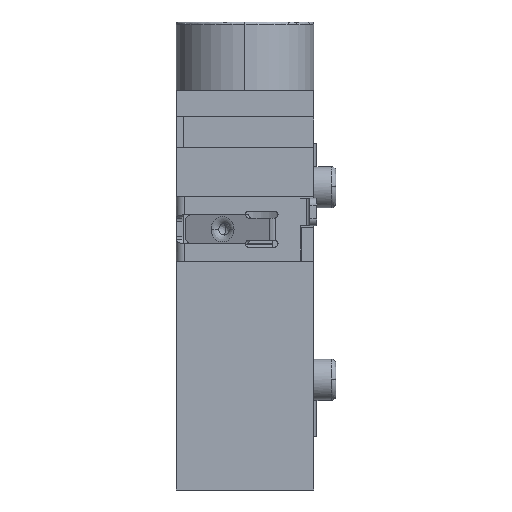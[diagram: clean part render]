
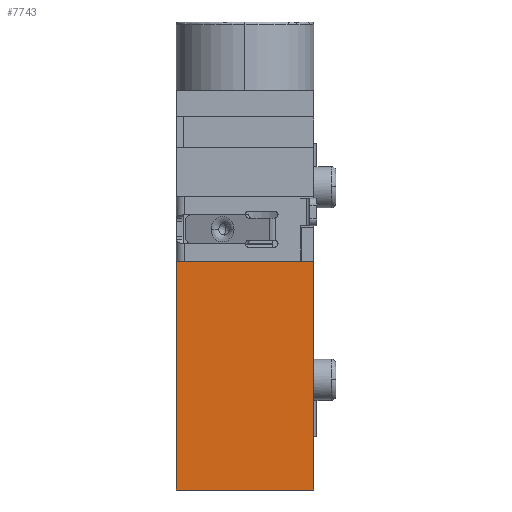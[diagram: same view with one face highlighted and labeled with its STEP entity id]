
A CAD part, left-side view. The second image highlights one B-rep face of the part: STEP entity #7743.
In plain terms, the highlighted planar face has unit normal (-1, 0, 0).
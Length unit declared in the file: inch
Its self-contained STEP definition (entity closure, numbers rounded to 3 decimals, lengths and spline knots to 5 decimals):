
#1000 = DIRECTION ( 'NONE',  ( 0., 0., 1. ) ) ;
#1229 = DIRECTION ( 'NONE',  ( 0., -1., 0. ) ) ;
#1324 = AXIS2_PLACEMENT_3D ( 'NONE', #3354, #6471, #5385 ) ;
#1405 = CARTESIAN_POINT ( 'NONE',  ( -0.11811, 0.09843, -0.24409 ) ) ;
#1848 = ORIENTED_EDGE ( 'NONE', *, *, #1853, .T. ) ;
#1853 = EDGE_CURVE ( 'NONE', #12178, #9072, #10613, .T. ) ;
#2235 = EDGE_CURVE ( 'NONE', #10025, #9072, #3132, .T. ) ;
#2277 = DIRECTION ( 'NONE',  ( 0., 1., 0. ) ) ;
#2672 = LINE ( 'NONE', #4454, #8841 ) ;
#2905 = CARTESIAN_POINT ( 'NONE',  ( -0.11811, -0.09843, -0.28543 ) ) ;
#3132 = LINE ( 'NONE', #8631, #9510 ) ;
#3331 = CARTESIAN_POINT ( 'NONE',  ( -0.11811, -0.09843, -0.24409 ) ) ;
#3354 = CARTESIAN_POINT ( 'NONE',  ( -0.11811, 0.10236, -0.23756 ) ) ;
#3438 = DIRECTION ( 'NONE',  ( 0., 0., -1. ) ) ;
#3479 = LINE ( 'NONE', #6153, #10100 ) ;
#3543 = ORIENTED_EDGE ( 'NONE', *, *, #2235, .F. ) ;
#4339 = VERTEX_POINT ( 'NONE', #8152 ) ;
#4454 = CARTESIAN_POINT ( 'NONE',  ( -0.11811, 0.09843, -0.28543 ) ) ;
#4500 = PLANE ( 'NONE',  #1324 ) ;
#5385 = DIRECTION ( 'NONE',  ( 0., -1., 0. ) ) ;
#5800 = CARTESIAN_POINT ( 'NONE',  ( -0.11811, -0.09843, -0.57087 ) ) ;
#6153 = CARTESIAN_POINT ( 'NONE',  ( -0.11811, 0., -0.57087 ) ) ;
#6406 = FACE_OUTER_BOUND ( 'NONE', #9401, .T. ) ;
#6471 = DIRECTION ( 'NONE',  ( 1., 0., 0. ) ) ;
#6860 = VECTOR ( 'NONE', #1000, 39.37008 ) ;
#7289 = EDGE_CURVE ( 'NONE', #10025, #4339, #2672, .T. ) ;
#7743 = ADVANCED_FACE ( 'NONE', ( #6406 ), #4500, .F. ) ;
#8152 = CARTESIAN_POINT ( 'NONE',  ( -0.11811, 0.09843, -0.57087 ) ) ;
#8354 = ORIENTED_EDGE ( 'NONE', *, *, #9181, .F. ) ;
#8579 = ORIENTED_EDGE ( 'NONE', *, *, #7289, .T. ) ;
#8631 = CARTESIAN_POINT ( 'NONE',  ( -0.11811, 0., -0.24409 ) ) ;
#8841 = VECTOR ( 'NONE', #3438, 39.37008 ) ;
#9072 = VERTEX_POINT ( 'NONE', #3331 ) ;
#9181 = EDGE_CURVE ( 'NONE', #12178, #4339, #3479, .T. ) ;
#9401 = EDGE_LOOP ( 'NONE', ( #8354, #1848, #3543, #8579 ) ) ;
#9510 = VECTOR ( 'NONE', #1229, 39.37008 ) ;
#10025 = VERTEX_POINT ( 'NONE', #1405 ) ;
#10100 = VECTOR ( 'NONE', #2277, 39.37008 ) ;
#10613 = LINE ( 'NONE', #2905, #6860 ) ;
#12178 = VERTEX_POINT ( 'NONE', #5800 ) ;
